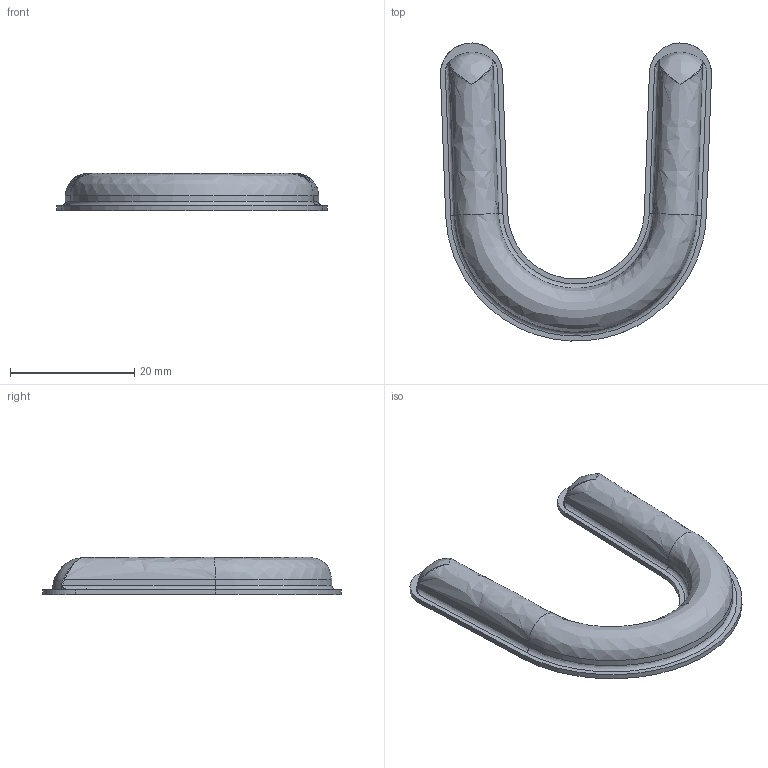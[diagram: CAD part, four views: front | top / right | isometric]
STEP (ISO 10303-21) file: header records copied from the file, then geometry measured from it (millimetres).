
FILE_DESCRIPTION((''),'2;1');
FILE_NAME('','2005-12-16T13:25:44',(''),(''),'','CADfix','');
FILE_SCHEMA(('AUTOMOTIVE_DESIGN'));
Length unit declared in the file: millimetre
Products named in the file (1): holder
Bounding box: 43.63 x 47.98 x 6 mm (x, y, z)
Volume: 1450.1 mm3; surface area: 3681.4 mm2
Topology: 1 solids, 1 shells, 70 faces, 166 edges, 92 vertices
Faces by surface type: bspline 70
Entity records: 3489 total; most frequent: CARTESIAN_POINT 2589, ORIENTED_EDGE 316, EDGE_CURVE 158, VERTEX_POINT 92, EDGE_LOOP 72, FACE_OUTER_BOUND 70, ADVANCED_FACE 70, QUASI_UNIFORM_CURVE 48
